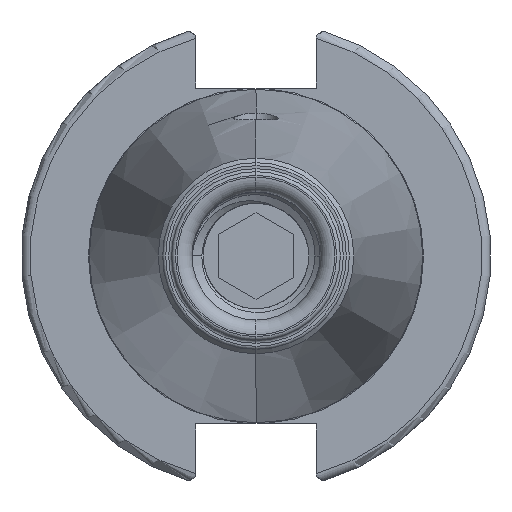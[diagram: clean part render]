
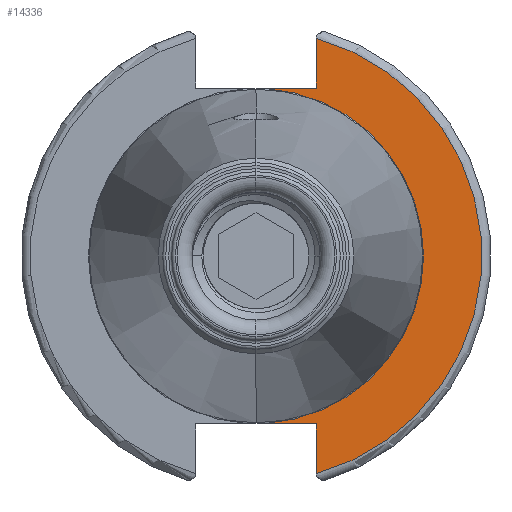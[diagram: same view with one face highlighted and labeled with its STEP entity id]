
A CAD part, left-side view. The second image highlights one B-rep face of the part: STEP entity #14336.
In plain terms, the highlighted planar face has unit normal (-1, 0, 0).
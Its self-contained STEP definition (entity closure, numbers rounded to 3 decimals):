
#1854 = CARTESIAN_POINT ( 'NONE',  ( -5., 0., 0. ) ) ;
#1870 = DIRECTION ( 'NONE',  ( 0., 0., 1. ) ) ;
#1871 = DIRECTION ( 'NONE',  ( -1., 0., 0. ) ) ;
#2274 = DIRECTION ( 'NONE',  ( 0., 0., 1. ) ) ;
#2303 = CARTESIAN_POINT ( 'NONE',  ( -5., -8.075, 0. ) ) ;
#2653 = DIRECTION ( 'NONE',  ( -1., 0., 0. ) ) ;
#2654 = DIRECTION ( 'NONE',  ( 0., 0., 1. ) ) ;
#2673 = CARTESIAN_POINT ( 'NONE',  ( -5., 0., 0. ) ) ;
#2687 = CARTESIAN_POINT ( 'NONE',  ( -5., 22.398, -22.35 ) ) ;
#2701 = DIRECTION ( 'NONE',  ( 0., -1., 0. ) ) ;
#2706 = DIRECTION ( 'NONE',  ( 0., 1., 0. ) ) ;
#2727 = CARTESIAN_POINT ( 'NONE',  ( -5., 22.398, 22.35 ) ) ;
#3439 = CIRCLE ( 'NONE', #18372, 22.398 ) ;
#4658 = EDGE_LOOP ( 'NONE', ( #23971, #23976, #23926, #23927, #26874, #23914, #23917, #23891 ) ) ;
#4771 = DIRECTION ( 'NONE',  ( 0., 0., -1. ) ) ;
#4799 = CARTESIAN_POINT ( 'NONE',  ( -5., -8.075, 0. ) ) ;
#5177 = DIRECTION ( 'NONE',  ( 1., 0., 0. ) ) ;
#5179 = DIRECTION ( 'NONE',  ( 0., 0., -1. ) ) ;
#5204 = CARTESIAN_POINT ( 'NONE',  ( -5., -7.975, -22.45 ) ) ;
#5314 = CARTESIAN_POINT ( 'NONE',  ( -5., -7.975, 22.45 ) ) ;
#5318 = DIRECTION ( 'NONE',  ( 1., 0., 0. ) ) ;
#5319 = DIRECTION ( 'NONE',  ( 0., 0., -1. ) ) ;
#13948 = VERTEX_POINT ( 'NONE', #15832 ) ;
#13970 = VERTEX_POINT ( 'NONE', #15878 ) ;
#14336 = ADVANCED_FACE ( 'NONE', ( #27413 ), #24085, .F. ) ;
#15832 = CARTESIAN_POINT ( 'NONE',  ( -5., -1.464, -22.35 ) ) ;
#15878 = CARTESIAN_POINT ( 'NONE',  ( -5., -1.464, 22.35 ) ) ;
#17385 = CARTESIAN_POINT ( 'NONE',  ( -5., -7.975, 22.35 ) ) ;
#17408 = CARTESIAN_POINT ( 'NONE',  ( -5., -7.975, -22.35 ) ) ;
#17432 = CARTESIAN_POINT ( 'NONE',  ( -5., -8.075, 22.45 ) ) ;
#17436 = CARTESIAN_POINT ( 'NONE',  ( -5., -8.075, -22.45 ) ) ;
#17438 = CARTESIAN_POINT ( 'NONE',  ( -5., -8.075, -29.1 ) ) ;
#17439 = CARTESIAN_POINT ( 'NONE',  ( -5., -8.075, 29.1 ) ) ;
#17904 = AXIS2_PLACEMENT_3D ( 'NONE', #5314, #5318, #5319 ) ;
#17910 = AXIS2_PLACEMENT_3D ( 'NONE', #5204, #5177, #5179 ) ;
#17918 = AXIS2_PLACEMENT_3D ( 'NONE', #2673, #2653, #2654 ) ;
#18372 = AXIS2_PLACEMENT_3D ( 'NONE', #1854, #1871, #1870 ) ;
#18735 = EDGE_CURVE ( 'NONE', #27688, #27741, #20227, .T. ) ;
#18758 = EDGE_CURVE ( 'NONE', #27715, #27726, #20235, .T. ) ;
#18776 = EDGE_CURVE ( 'NONE', #27741, #27760, #20252, .T. ) ;
#18782 = EDGE_CURVE ( 'NONE', #27760, #27752, #20287, .T. ) ;
#18790 = EDGE_CURVE ( 'NONE', #27688, #13948, #20249, .T. ) ;
#18797 = EDGE_CURVE ( 'NONE', #13970, #27726, #20293, .T. ) ;
#18816 = EDGE_CURVE ( 'NONE', #27715, #27752, #20271, .T. ) ;
#19264 = EDGE_CURVE ( 'NONE', #13948, #13970, #3439, .T. ) ;
#19551 = AXIS2_PLACEMENT_3D ( 'NONE', #24075, #24086, #24032 ) ;
#20227 = CIRCLE ( 'NONE', #17910, 0.1 ) ;
#20235 = CIRCLE ( 'NONE', #17904, 0.1 ) ;
#20249 = LINE ( 'NONE', #2687, #20290 ) ;
#20252 = LINE ( 'NONE', #4799, #20295 ) ;
#20270 = VECTOR ( 'NONE', #2701, 1000. ) ;
#20271 = LINE ( 'NONE', #2303, #20280 ) ;
#20280 = VECTOR ( 'NONE', #2274, 1000. ) ;
#20287 = CIRCLE ( 'NONE', #17918, 30.2 ) ;
#20290 = VECTOR ( 'NONE', #2706, 1000. ) ;
#20293 = LINE ( 'NONE', #2727, #20270 ) ;
#20295 = VECTOR ( 'NONE', #4771, 1000. ) ;
#23891 = ORIENTED_EDGE ( 'NONE', *, *, #19264, .F. ) ;
#23914 = ORIENTED_EDGE ( 'NONE', *, *, #18758, .T. ) ;
#23917 = ORIENTED_EDGE ( 'NONE', *, *, #18797, .F. ) ;
#23926 = ORIENTED_EDGE ( 'NONE', *, *, #18776, .T. ) ;
#23927 = ORIENTED_EDGE ( 'NONE', *, *, #18782, .T. ) ;
#23971 = ORIENTED_EDGE ( 'NONE', *, *, #18790, .F. ) ;
#23976 = ORIENTED_EDGE ( 'NONE', *, *, #18735, .T. ) ;
#24032 = DIRECTION ( 'NONE',  ( 0., 0., -1. ) ) ;
#24075 = CARTESIAN_POINT ( 'NONE',  ( -5., 22.398, 0. ) ) ;
#24085 = PLANE ( 'NONE',  #19551 ) ;
#24086 = DIRECTION ( 'NONE',  ( 1., 0., 0. ) ) ;
#26874 = ORIENTED_EDGE ( 'NONE', *, *, #18816, .F. ) ;
#27413 = FACE_OUTER_BOUND ( 'NONE', #4658, .T. ) ;
#27688 = VERTEX_POINT ( 'NONE', #17408 ) ;
#27715 = VERTEX_POINT ( 'NONE', #17432 ) ;
#27726 = VERTEX_POINT ( 'NONE', #17385 ) ;
#27741 = VERTEX_POINT ( 'NONE', #17436 ) ;
#27752 = VERTEX_POINT ( 'NONE', #17439 ) ;
#27760 = VERTEX_POINT ( 'NONE', #17438 ) ;
